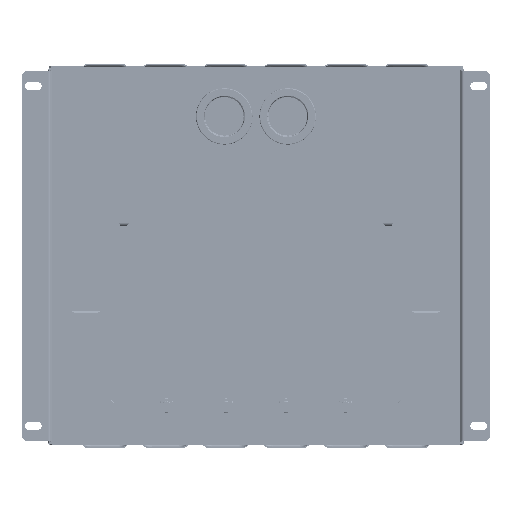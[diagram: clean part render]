
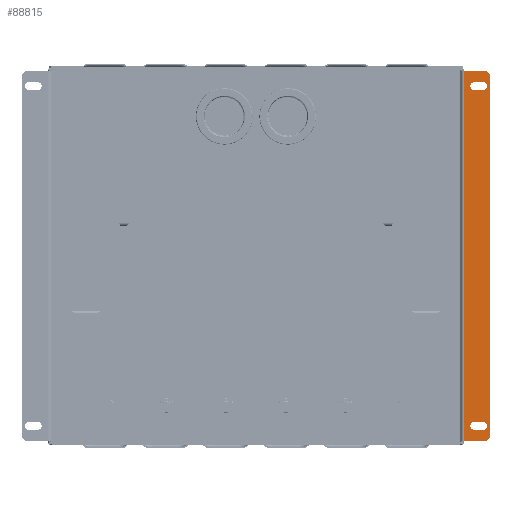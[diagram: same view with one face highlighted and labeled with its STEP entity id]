
A CAD part, front view. The second image highlights one B-rep face of the part: STEP entity #88815.
In plain terms, the highlighted planar face has unit normal (0, -1, 0).
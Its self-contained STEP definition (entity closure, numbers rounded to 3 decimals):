
#2136 = CARTESIAN_POINT ( 'NONE',  ( 310., -30., 245.293 ) ) ;
#2148 = CARTESIAN_POINT ( 'NONE',  ( 289.5, -30., 225. ) ) ;
#3496 = VECTOR ( 'NONE', #15061, 1000. ) ;
#3666 = CARTESIAN_POINT ( 'NONE',  ( 300.5, -30., 230.5 ) ) ;
#5384 = CARTESIAN_POINT ( 'NONE',  ( 290., -30., -260.293 ) ) ;
#12407 = CARTESIAN_POINT ( 'NONE',  ( 300.5, -30., 219.5 ) ) ;
#12888 = VERTEX_POINT ( 'NONE', #14714 ) ;
#13267 = ORIENTED_EDGE ( 'NONE', *, *, #28539, .T. ) ;
#13571 = CIRCLE ( 'NONE', #102825, 5.5 ) ;
#14242 = VERTEX_POINT ( 'NONE', #192162 ) ;
#14714 = CARTESIAN_POINT ( 'NONE',  ( 310., -30., -240.293 ) ) ;
#15061 = DIRECTION ( 'NONE',  ( -0.707, 0., 0.707 ) ) ;
#16370 = VERTEX_POINT ( 'NONE', #194679 ) ;
#17020 = ORIENTED_EDGE ( 'NONE', *, *, #185691, .T. ) ;
#17892 = DIRECTION ( 'NONE',  ( 0., 0., 1. ) ) ;
#19639 = LINE ( 'NONE', #164562, #176686 ) ;
#20496 = DIRECTION ( 'NONE',  ( 0.707, 0., 0.707 ) ) ;
#25829 = ORIENTED_EDGE ( 'NONE', *, *, #107258, .T. ) ;
#28539 = EDGE_CURVE ( 'NONE', #16370, #14242, #176074, .T. ) ;
#30580 = CARTESIAN_POINT ( 'NONE',  ( 289.5, -30., -225. ) ) ;
#34384 = DIRECTION ( 'NONE',  ( 1., 0., 0. ) ) ;
#35803 = ORIENTED_EDGE ( 'NONE', *, *, #117396, .T. ) ;
#36266 = CARTESIAN_POINT ( 'NONE',  ( 305., -30., 245.293 ) ) ;
#37786 = CIRCLE ( 'NONE', #91527, 5.5 ) ;
#39838 = ORIENTED_EDGE ( 'NONE', *, *, #149880, .T. ) ;
#44569 = EDGE_CURVE ( 'NONE', #91232, #69472, #201740, .T. ) ;
#45073 = EDGE_CURVE ( 'NONE', #150841, #12888, #139973, .T. ) ;
#46348 = DIRECTION ( 'NONE',  ( 0., 0., -1. ) ) ;
#48656 = DIRECTION ( 'NONE',  ( -1., 0., 0. ) ) ;
#49983 = DIRECTION ( 'NONE',  ( 0., 1., 0. ) ) ;
#50266 = ORIENTED_EDGE ( 'NONE', *, *, #85152, .T. ) ;
#50881 = VECTOR ( 'NONE', #199645, 1000. ) ;
#51563 = VECTOR ( 'NONE', #20496, 1000. ) ;
#51626 = EDGE_LOOP ( 'NONE', ( #87416, #112960, #78137, #98694, #161231, #39838 ) ) ;
#55210 = VECTOR ( 'NONE', #97585, 1000. ) ;
#55844 = VERTEX_POINT ( 'NONE', #36266 ) ;
#56070 = CARTESIAN_POINT ( 'NONE',  ( 275.1, -30., -245.293 ) ) ;
#57621 = DIRECTION ( 'NONE',  ( 0., 0., -1. ) ) ;
#60018 = DIRECTION ( 'NONE',  ( -1., 0., 0. ) ) ;
#61871 = VECTOR ( 'NONE', #196721, 1000. ) ;
#64693 = FACE_OUTER_BOUND ( 'NONE', #51626, .T. ) ;
#66703 = VECTOR ( 'NONE', #48656, 1000. ) ;
#69472 = VERTEX_POINT ( 'NONE', #92859 ) ;
#72307 = DIRECTION ( 'NONE',  ( 0., 1., 0. ) ) ;
#74012 = VERTEX_POINT ( 'NONE', #187591 ) ;
#74711 = CARTESIAN_POINT ( 'NONE',  ( 300.5, -30., 230.5 ) ) ;
#77706 = EDGE_LOOP ( 'NONE', ( #35803, #13267, #17020, #25829 ) ) ;
#78137 = ORIENTED_EDGE ( 'NONE', *, *, #151379, .F. ) ;
#81419 = VECTOR ( 'NONE', #34384, 1000. ) ;
#81747 = EDGE_CURVE ( 'NONE', #171234, #115003, #108447, .T. ) ;
#83067 = CIRCLE ( 'NONE', #120316, 5.5 ) ;
#85083 = VERTEX_POINT ( 'NONE', #98401 ) ;
#85152 = EDGE_CURVE ( 'NONE', #69472, #171234, #183536, .T. ) ;
#87416 = ORIENTED_EDGE ( 'NONE', *, *, #173730, .F. ) ;
#88041 = VERTEX_POINT ( 'NONE', #74711 ) ;
#88494 = CARTESIAN_POINT ( 'NONE',  ( 275., -30., -245.293 ) ) ;
#88815 = ADVANCED_FACE ( 'NONE', ( #143303, #189956, #64693 ), #135858, .T. ) ;
#89209 = VECTOR ( 'NONE', #127647, 1000. ) ;
#90950 = CARTESIAN_POINT ( 'NONE',  ( 275., -30., -245.293 ) ) ;
#91232 = VERTEX_POINT ( 'NONE', #106830 ) ;
#91527 = AXIS2_PLACEMENT_3D ( 'NONE', #2148, #111818, #17892 ) ;
#92859 = CARTESIAN_POINT ( 'NONE',  ( 300.5, -30., -219.5 ) ) ;
#95326 = CARTESIAN_POINT ( 'NONE',  ( 300.5, -30., -230.5 ) ) ;
#96124 = AXIS2_PLACEMENT_3D ( 'NONE', #88494, #151683, #57621 ) ;
#97585 = DIRECTION ( 'NONE',  ( 1., 0., 0. ) ) ;
#98348 = ORIENTED_EDGE ( 'NONE', *, *, #154610, .T. ) ;
#98401 = CARTESIAN_POINT ( 'NONE',  ( 289.5, -30., 230.5 ) ) ;
#98694 = ORIENTED_EDGE ( 'NONE', *, *, #129456, .T. ) ;
#102825 = AXIS2_PLACEMENT_3D ( 'NONE', #143991, #49983, #159800 ) ;
#106830 = CARTESIAN_POINT ( 'NONE',  ( 289.5, -30., -219.5 ) ) ;
#107258 = EDGE_CURVE ( 'NONE', #85083, #88041, #180440, .T. ) ;
#108447 = LINE ( 'NONE', #95326, #66703 ) ;
#108536 = VECTOR ( 'NONE', #60018, 1000. ) ;
#110455 = CARTESIAN_POINT ( 'NONE',  ( 275.1, -30., -245.293 ) ) ;
#111818 = DIRECTION ( 'NONE',  ( 0., 1., 0. ) ) ;
#112960 = ORIENTED_EDGE ( 'NONE', *, *, #45073, .T. ) ;
#113843 = LINE ( 'NONE', #124824, #3496 ) ;
#115003 = VERTEX_POINT ( 'NONE', #176909 ) ;
#117396 = EDGE_CURVE ( 'NONE', #88041, #16370, #13571, .T. ) ;
#120316 = AXIS2_PLACEMENT_3D ( 'NONE', #30580, #140367, #46348 ) ;
#124824 = CARTESIAN_POINT ( 'NONE',  ( 535.293, -30., 15. ) ) ;
#127647 = DIRECTION ( 'NONE',  ( 1., 0., 0. ) ) ;
#129456 = EDGE_CURVE ( 'NONE', #74012, #55844, #113843, .T. ) ;
#130669 = VERTEX_POINT ( 'NONE', #144284 ) ;
#130962 = LINE ( 'NONE', #2136, #89209 ) ;
#132164 = AXIS2_PLACEMENT_3D ( 'NONE', #166360, #72307, #182129 ) ;
#135858 = PLANE ( 'NONE',  #96124 ) ;
#139973 = LINE ( 'NONE', #5384, #51563 ) ;
#140367 = DIRECTION ( 'NONE',  ( 0., 1., 0. ) ) ;
#140527 = EDGE_LOOP ( 'NONE', ( #50266, #193349, #98348, #188590 ) ) ;
#143303 = FACE_BOUND ( 'NONE', #140527, .T. ) ;
#143991 = CARTESIAN_POINT ( 'NONE',  ( 300.5, -30., 225. ) ) ;
#144284 = CARTESIAN_POINT ( 'NONE',  ( 275.1, -30., 245.293 ) ) ;
#145454 = LINE ( 'NONE', #56070, #61871 ) ;
#149880 = EDGE_CURVE ( 'NONE', #130669, #198651, #145454, .T. ) ;
#150313 = LINE ( 'NONE', #90950, #108536 ) ;
#150841 = VERTEX_POINT ( 'NONE', #177744 ) ;
#151379 = EDGE_CURVE ( 'NONE', #74012, #12888, #19639, .T. ) ;
#151683 = DIRECTION ( 'NONE',  ( 0., -1., 0. ) ) ;
#154610 = EDGE_CURVE ( 'NONE', #115003, #91232, #83067, .T. ) ;
#159800 = DIRECTION ( 'NONE',  ( 0., 0., 1. ) ) ;
#161231 = ORIENTED_EDGE ( 'NONE', *, *, #172831, .F. ) ;
#164562 = CARTESIAN_POINT ( 'NONE',  ( 310., -30., -245.293 ) ) ;
#166360 = CARTESIAN_POINT ( 'NONE',  ( 300.5, -30., -225. ) ) ;
#171234 = VERTEX_POINT ( 'NONE', #193423 ) ;
#172831 = EDGE_CURVE ( 'NONE', #130669, #55844, #130962, .T. ) ;
#173730 = EDGE_CURVE ( 'NONE', #150841, #198651, #150313, .T. ) ;
#176074 = LINE ( 'NONE', #12407, #50881 ) ;
#176686 = VECTOR ( 'NONE', #180296, 1000. ) ;
#176909 = CARTESIAN_POINT ( 'NONE',  ( 289.5, -30., -230.5 ) ) ;
#177744 = CARTESIAN_POINT ( 'NONE',  ( 305., -30., -245.293 ) ) ;
#180296 = DIRECTION ( 'NONE',  ( 0., 0., -1. ) ) ;
#180440 = LINE ( 'NONE', #3666, #55210 ) ;
#182129 = DIRECTION ( 'NONE',  ( 0., 0., -1. ) ) ;
#183536 = CIRCLE ( 'NONE', #132164, 5.5 ) ;
#185691 = EDGE_CURVE ( 'NONE', #14242, #85083, #37786, .T. ) ;
#187591 = CARTESIAN_POINT ( 'NONE',  ( 310., -30., 240.293 ) ) ;
#188590 = ORIENTED_EDGE ( 'NONE', *, *, #44569, .T. ) ;
#189956 = FACE_BOUND ( 'NONE', #77706, .T. ) ;
#191487 = CARTESIAN_POINT ( 'NONE',  ( 300.5, -30., -219.5 ) ) ;
#192162 = CARTESIAN_POINT ( 'NONE',  ( 289.5, -30., 219.5 ) ) ;
#193349 = ORIENTED_EDGE ( 'NONE', *, *, #81747, .T. ) ;
#193423 = CARTESIAN_POINT ( 'NONE',  ( 300.5, -30., -230.5 ) ) ;
#194679 = CARTESIAN_POINT ( 'NONE',  ( 300.5, -30., 219.5 ) ) ;
#196721 = DIRECTION ( 'NONE',  ( 0., 0., -1. ) ) ;
#198651 = VERTEX_POINT ( 'NONE', #110455 ) ;
#199645 = DIRECTION ( 'NONE',  ( -1., 0., 0. ) ) ;
#201740 = LINE ( 'NONE', #191487, #81419 ) ;
